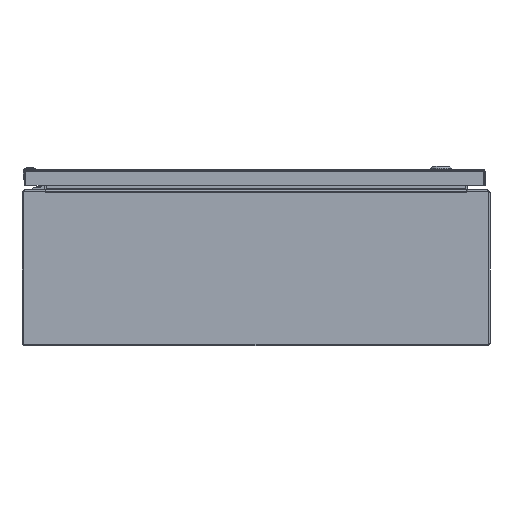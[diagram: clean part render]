
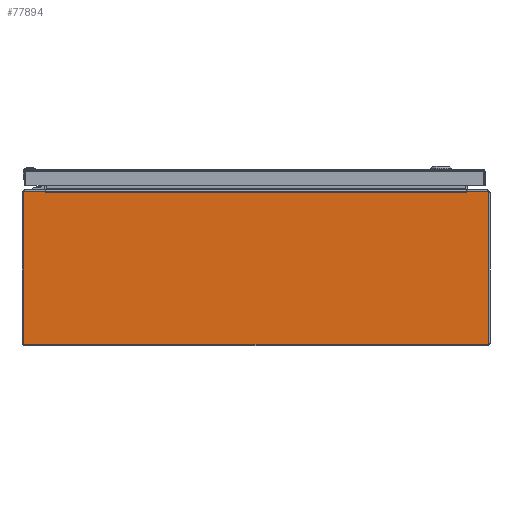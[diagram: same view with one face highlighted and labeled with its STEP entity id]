
A CAD part, front view. The second image highlights one B-rep face of the part: STEP entity #77894.
In plain terms, the highlighted planar face has unit normal (0, -1, 0).
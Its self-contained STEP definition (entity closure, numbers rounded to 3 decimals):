
#436 = CARTESIAN_POINT ( 'NONE',  ( -10.828, -18., 3.937 ) ) ;
#1854 = ORIENTED_EDGE ( 'NONE', *, *, #16249, .F. ) ;
#2777 = DIRECTION ( 'NONE',  ( 0., 1., 0. ) ) ;
#4326 = CIRCLE ( 'NONE', #77599, 0.08 ) ;
#5054 = EDGE_CURVE ( 'NONE', #22797, #111724, #95320, .T. ) ;
#7044 = DIRECTION ( 'NONE',  ( 0., 1., 0. ) ) ;
#8458 = ORIENTED_EDGE ( 'NONE', *, *, #59811, .F. ) ;
#10309 = CARTESIAN_POINT ( 'NONE',  ( 11.857, -18., 3.857 ) ) ;
#11673 = DIRECTION ( 'NONE',  ( -1., 0., 0. ) ) ;
#12247 = DIRECTION ( 'NONE',  ( 0., 1., 0. ) ) ;
#12329 = CARTESIAN_POINT ( 'NONE',  ( 10.806, -18., 3.855 ) ) ;
#13649 = CARTESIAN_POINT ( 'NONE',  ( 0., -18., 3.855 ) ) ;
#14001 = CARTESIAN_POINT ( 'NONE',  ( 0., -18., -3.937 ) ) ;
#14721 = ORIENTED_EDGE ( 'NONE', *, *, #72273, .T. ) ;
#16249 = EDGE_CURVE ( 'NONE', #40722, #68728, #4326, .T. ) ;
#16672 = ORIENTED_EDGE ( 'NONE', *, *, #5054, .T. ) ;
#17055 = VECTOR ( 'NONE', #125494, 39.37 ) ;
#17384 = CARTESIAN_POINT ( 'NONE',  ( 10.814, -18., 3.855 ) ) ;
#20213 = CARTESIAN_POINT ( 'NONE',  ( -11.857, -18., -3.937 ) ) ;
#20267 = DIRECTION ( 'NONE',  ( -0.174, 0., 0.985 ) ) ;
#21075 = CARTESIAN_POINT ( 'NONE',  ( 11.857, -18., -3.937 ) ) ;
#22702 = CARTESIAN_POINT ( 'NONE',  ( 11.937, -18., 3.857 ) ) ;
#22763 = VECTOR ( 'NONE', #41728, 39.37 ) ;
#22797 = VERTEX_POINT ( 'NONE', #117696 ) ;
#23609 = VECTOR ( 'NONE', #57029, 39.37 ) ;
#24747 = CARTESIAN_POINT ( 'NONE',  ( -11.857, -18., 3.937 ) ) ;
#25499 = EDGE_CURVE ( 'NONE', #79817, #35388, #79963, .T. ) ;
#28468 = CARTESIAN_POINT ( 'NONE',  ( -10.798, -18., 3.855 ) ) ;
#29414 = VECTOR ( 'NONE', #103211, 39.37 ) ;
#29482 = CARTESIAN_POINT ( 'NONE',  ( -10.814, -18., 3.855 ) ) ;
#30930 = PLANE ( 'NONE',  #32672 ) ;
#30936 = EDGE_CURVE ( 'NONE', #45841, #33068, #103290, .T. ) ;
#32672 = AXIS2_PLACEMENT_3D ( 'NONE', #110246, #82693, #111558 ) ;
#33068 = VERTEX_POINT ( 'NONE', #72793 ) ;
#34101 = ORIENTED_EDGE ( 'NONE', *, *, #80874, .F. ) ;
#35388 = VERTEX_POINT ( 'NONE', #436 ) ;
#36401 = VECTOR ( 'NONE', #20267, 39.37 ) ;
#36658 = ORIENTED_EDGE ( 'NONE', *, *, #25499, .T. ) ;
#37545 = EDGE_CURVE ( 'NONE', #111724, #79817, #105377, .T. ) ;
#38703 = VERTEX_POINT ( 'NONE', #115731 ) ;
#40722 = VERTEX_POINT ( 'NONE', #20213 ) ;
#41465 = CARTESIAN_POINT ( 'NONE',  ( -11.857, -18., -3.857 ) ) ;
#41728 = DIRECTION ( 'NONE',  ( -0.174, 0., -0.985 ) ) ;
#41846 = CIRCLE ( 'NONE', #117162, 0.08 ) ;
#42756 = DIRECTION ( 'NONE',  ( 0., 0., -1. ) ) ;
#43518 = LINE ( 'NONE', #14001, #100176 ) ;
#45841 = VERTEX_POINT ( 'NONE', #22702 ) ;
#48193 = ORIENTED_EDGE ( 'NONE', *, *, #122217, .F. ) ;
#48287 = VERTEX_POINT ( 'NONE', #21075 ) ;
#50219 = CARTESIAN_POINT ( 'NONE',  ( -10.814, -18., 3.855 ) ) ;
#50329 = DIRECTION ( 'NONE',  ( 0., 1., 0. ) ) ;
#51756 = VERTEX_POINT ( 'NONE', #17384 ) ;
#52226 = DIRECTION ( 'NONE',  ( 0., 0., -1. ) ) ;
#52413 = VECTOR ( 'NONE', #11673, 39.37 ) ;
#54527 = VECTOR ( 'NONE', #52226, 39.37 ) ;
#56048 = AXIS2_PLACEMENT_3D ( 'NONE', #91531, #12247, #61407 ) ;
#57029 = DIRECTION ( 'NONE',  ( 0., 0., 1. ) ) ;
#57101 = EDGE_LOOP ( 'NONE', ( #128667, #96912, #34101, #1854, #107692, #67222, #127236, #48193, #8458, #14721, #108453, #16672, #119795, #36658 ) ) ;
#59811 = EDGE_CURVE ( 'NONE', #38703, #117365, #103453, .T. ) ;
#60366 = EDGE_CURVE ( 'NONE', #48287, #40722, #43518, .T. ) ;
#61407 = DIRECTION ( 'NONE',  ( 0., 0., -1. ) ) ;
#63247 = LINE ( 'NONE', #93350, #29414 ) ;
#64780 = DIRECTION ( 'NONE',  ( 1., 0., 0. ) ) ;
#65897 = EDGE_CURVE ( 'NONE', #33068, #48287, #41846, .T. ) ;
#66324 = AXIS2_PLACEMENT_3D ( 'NONE', #10309, #50329, #69338 ) ;
#67222 = ORIENTED_EDGE ( 'NONE', *, *, #65897, .F. ) ;
#67598 = CARTESIAN_POINT ( 'NONE',  ( -11.937, -18., -3.857 ) ) ;
#68728 = VERTEX_POINT ( 'NONE', #67598 ) ;
#69338 = DIRECTION ( 'NONE',  ( 0., 0., -1. ) ) ;
#71339 = LINE ( 'NONE', #12329, #52413 ) ;
#72273 = EDGE_CURVE ( 'NONE', #38703, #51756, #129559, .T. ) ;
#72298 = VECTOR ( 'NONE', #102784, 39.37 ) ;
#72506 = CARTESIAN_POINT ( 'NONE',  ( -11.937, -18., 3.857 ) ) ;
#72793 = CARTESIAN_POINT ( 'NONE',  ( 11.937, -18., -3.857 ) ) ;
#75968 = EDGE_CURVE ( 'NONE', #114201, #35388, #63247, .T. ) ;
#77599 = AXIS2_PLACEMENT_3D ( 'NONE', #41465, #2777, #42756 ) ;
#77894 = ADVANCED_FACE ( 'NONE', ( #90584 ), #30930, .T. ) ;
#79817 = VERTEX_POINT ( 'NONE', #50219 ) ;
#79963 = LINE ( 'NONE', #29482, #36401 ) ;
#80874 = EDGE_CURVE ( 'NONE', #68728, #100939, #87787, .T. ) ;
#81061 = CARTESIAN_POINT ( 'NONE',  ( 11.937, -18., 0. ) ) ;
#82693 = DIRECTION ( 'NONE',  ( 0., -1., 0. ) ) ;
#85066 = DIRECTION ( 'NONE',  ( 0., 0., -1. ) ) ;
#87787 = LINE ( 'NONE', #116023, #23609 ) ;
#90584 = FACE_OUTER_BOUND ( 'NONE', #57101, .T. ) ;
#91531 = CARTESIAN_POINT ( 'NONE',  ( -11.857, -18., 3.857 ) ) ;
#93350 = CARTESIAN_POINT ( 'NONE',  ( 0., -18., 3.937 ) ) ;
#93938 = DIRECTION ( 'NONE',  ( -1., 0., 0. ) ) ;
#95320 = LINE ( 'NONE', #107747, #17055 ) ;
#96912 = ORIENTED_EDGE ( 'NONE', *, *, #101799, .F. ) ;
#100176 = VECTOR ( 'NONE', #93938, 39.37 ) ;
#100939 = VERTEX_POINT ( 'NONE', #72506 ) ;
#101799 = EDGE_CURVE ( 'NONE', #100939, #114201, #125088, .T. ) ;
#102784 = DIRECTION ( 'NONE',  ( -1., 0., 0. ) ) ;
#103211 = DIRECTION ( 'NONE',  ( 1., 0., 0. ) ) ;
#103290 = LINE ( 'NONE', #81061, #54527 ) ;
#103453 = LINE ( 'NONE', #115907, #118926 ) ;
#104039 = CIRCLE ( 'NONE', #66324, 0.08 ) ;
#105377 = LINE ( 'NONE', #13649, #72298 ) ;
#106237 = EDGE_CURVE ( 'NONE', #51756, #22797, #71339, .T. ) ;
#107692 = ORIENTED_EDGE ( 'NONE', *, *, #60366, .F. ) ;
#107747 = CARTESIAN_POINT ( 'NONE',  ( 0., -18., 3.855 ) ) ;
#108453 = ORIENTED_EDGE ( 'NONE', *, *, #106237, .T. ) ;
#109655 = CARTESIAN_POINT ( 'NONE',  ( 11.857, -18., 3.937 ) ) ;
#110246 = CARTESIAN_POINT ( 'NONE',  ( 0., -18., 0. ) ) ;
#111558 = DIRECTION ( 'NONE',  ( 0., 0., -1. ) ) ;
#111724 = VERTEX_POINT ( 'NONE', #28468 ) ;
#114201 = VERTEX_POINT ( 'NONE', #24747 ) ;
#115731 = CARTESIAN_POINT ( 'NONE',  ( 10.828, -18., 3.937 ) ) ;
#115907 = CARTESIAN_POINT ( 'NONE',  ( 0., -18., 3.937 ) ) ;
#116023 = CARTESIAN_POINT ( 'NONE',  ( -11.937, -18., 0. ) ) ;
#117162 = AXIS2_PLACEMENT_3D ( 'NONE', #126348, #7044, #85066 ) ;
#117365 = VERTEX_POINT ( 'NONE', #109655 ) ;
#117696 = CARTESIAN_POINT ( 'NONE',  ( 10.798, -18., 3.855 ) ) ;
#118926 = VECTOR ( 'NONE', #64780, 39.37 ) ;
#119795 = ORIENTED_EDGE ( 'NONE', *, *, #37545, .T. ) ;
#120382 = CARTESIAN_POINT ( 'NONE',  ( 10.828, -18., 3.937 ) ) ;
#122217 = EDGE_CURVE ( 'NONE', #117365, #45841, #104039, .T. ) ;
#125088 = CIRCLE ( 'NONE', #56048, 0.08 ) ;
#125494 = DIRECTION ( 'NONE',  ( -1., 0., 0. ) ) ;
#126348 = CARTESIAN_POINT ( 'NONE',  ( 11.857, -18., -3.857 ) ) ;
#127236 = ORIENTED_EDGE ( 'NONE', *, *, #30936, .F. ) ;
#128667 = ORIENTED_EDGE ( 'NONE', *, *, #75968, .F. ) ;
#129559 = LINE ( 'NONE', #120382, #22763 ) ;
